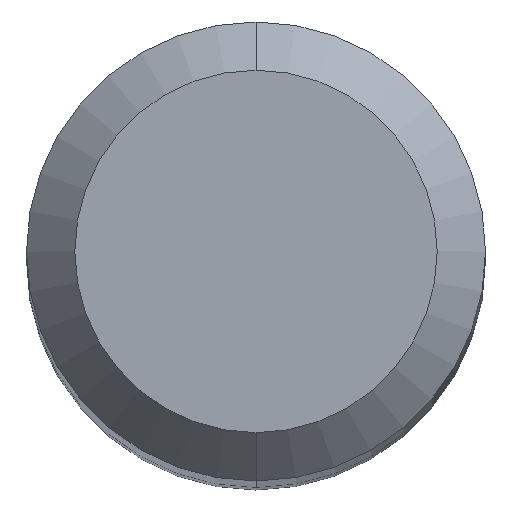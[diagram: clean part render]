
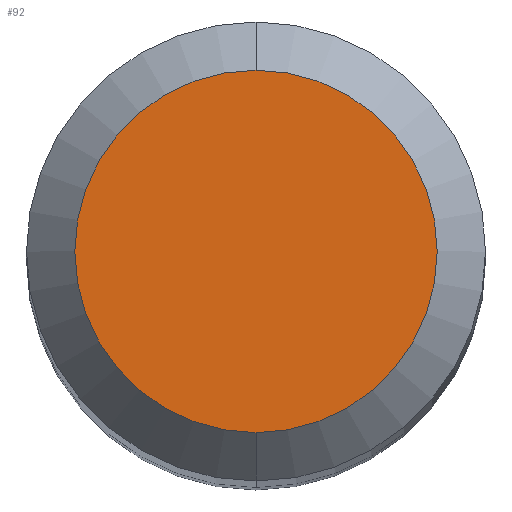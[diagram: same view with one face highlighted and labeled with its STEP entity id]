
A CAD part, top view. The second image highlights one B-rep face of the part: STEP entity #92.
In plain terms, the highlighted planar face has unit normal (0, 0, 1).
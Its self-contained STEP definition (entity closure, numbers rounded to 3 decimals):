
#2 = DIRECTION ( 'NONE',  ( 0., 1., 0. ) ) ;
#9 = DIRECTION ( 'NONE',  ( 0., 1., 0. ) ) ;
#29 = CARTESIAN_POINT ( 'NONE',  ( 0., 2.25, 66. ) ) ;
#35 = EDGE_CURVE ( 'NONE', #260, #237, #240, .T. ) ;
#41 = DIRECTION ( 'NONE',  ( 0., 1., 0. ) ) ;
#44 = CARTESIAN_POINT ( 'NONE',  ( 0., 0., 66. ) ) ;
#60 = CARTESIAN_POINT ( 'NONE',  ( 0., 0., 66. ) ) ;
#85 = DIRECTION ( 'NONE',  ( 0., 0., -1. ) ) ;
#90 = AXIS2_PLACEMENT_3D ( 'NONE', #221, #172, #41 ) ;
#92 = ADVANCED_FACE ( 'NONE', ( #185 ), #134, .F. ) ;
#111 = CIRCLE ( 'NONE', #116, 2.25 ) ;
#116 = AXIS2_PLACEMENT_3D ( 'NONE', #44, #299, #9 ) ;
#130 = AXIS2_PLACEMENT_3D ( 'NONE', #60, #85, #2 ) ;
#134 = PLANE ( 'NONE',  #130 ) ;
#150 = ORIENTED_EDGE ( 'NONE', *, *, #35, .F. ) ;
#172 = DIRECTION ( 'NONE',  ( 0., 0., -1. ) ) ;
#185 = FACE_OUTER_BOUND ( 'NONE', #206, .T. ) ;
#206 = EDGE_LOOP ( 'NONE', ( #150, #311 ) ) ;
#221 = CARTESIAN_POINT ( 'NONE',  ( 0., 0., 66. ) ) ;
#237 = VERTEX_POINT ( 'NONE', #329 ) ;
#240 = CIRCLE ( 'NONE', #90, 2.25 ) ;
#245 = EDGE_CURVE ( 'NONE', #237, #260, #111, .T. ) ;
#260 = VERTEX_POINT ( 'NONE', #29 ) ;
#299 = DIRECTION ( 'NONE',  ( 0., 0., -1. ) ) ;
#311 = ORIENTED_EDGE ( 'NONE', *, *, #245, .F. ) ;
#329 = CARTESIAN_POINT ( 'NONE',  ( 0., -2.25, 66. ) ) ;
